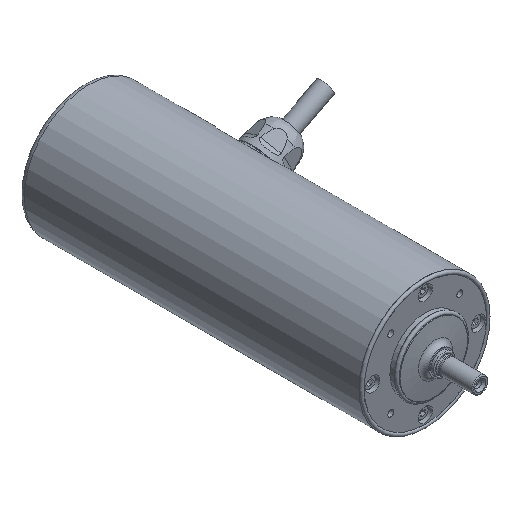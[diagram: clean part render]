
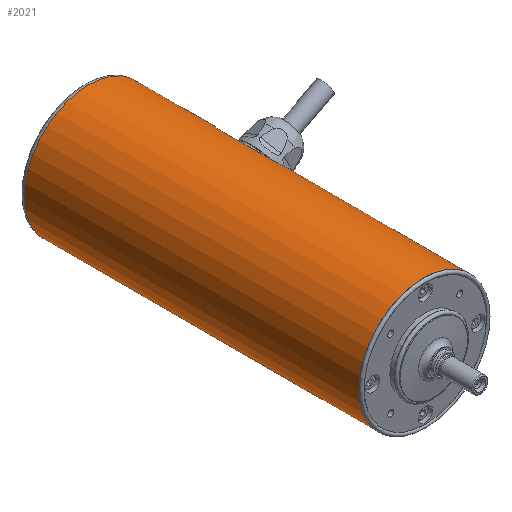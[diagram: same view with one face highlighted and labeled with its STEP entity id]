
A CAD part, isometric view. The second image highlights one B-rep face of the part: STEP entity #2021.
In plain terms, the highlighted cylindrical face has radius 36.5 mm (diameter 73 mm), a full revolution.
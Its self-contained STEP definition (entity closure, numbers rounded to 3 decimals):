
#1177=ELLIPSE('',#7978,106.719,36.5);
#1178=ELLIPSE('',#7981,106.719,36.5);
#1179=ELLIPSE('',#7983,106.719,36.5);
#1180=ELLIPSE('',#7986,106.719,36.5);
#1260=LINE('',#10956,#1431);
#1261=LINE('',#10958,#1432);
#1264=LINE('',#10969,#1435);
#1265=LINE('',#10971,#1436);
#1431=VECTOR('',#8995,1.);
#1432=VECTOR('',#8996,1.);
#1435=VECTOR('',#9009,1.);
#1436=VECTOR('',#9010,1.);
#2021=ADVANCED_FACE('',(#2704,#2705,#2706,#2707),#2486,.T.);
#2486=CYLINDRICAL_SURFACE('',#7997,36.5);
#2704=FACE_BOUND('',#3517,.T.);
#2705=FACE_BOUND('',#3518,.T.);
#2706=FACE_BOUND('',#3519,.T.);
#2707=FACE_BOUND('',#3520,.T.);
#3517=EDGE_LOOP('',(#4558,#4559,#4560,#4561));
#3518=EDGE_LOOP('',(#4562,#4563,#4564,#4565));
#3519=EDGE_LOOP('',(#4566));
#3520=EDGE_LOOP('',(#4567));
#4558=ORIENTED_EDGE('',*,*,#6793,.F.);
#4559=ORIENTED_EDGE('',*,*,#6791,.F.);
#4560=ORIENTED_EDGE('',*,*,#6789,.F.);
#4561=ORIENTED_EDGE('',*,*,#6790,.F.);
#4562=ORIENTED_EDGE('',*,*,#6787,.F.);
#4563=ORIENTED_EDGE('',*,*,#6785,.F.);
#4564=ORIENTED_EDGE('',*,*,#6783,.F.);
#4565=ORIENTED_EDGE('',*,*,#6784,.F.);
#4566=ORIENTED_EDGE('',*,*,#6781,.T.);
#4567=ORIENTED_EDGE('',*,*,#6798,.T.);
#6087=VERTEX_POINT('',#10949);
#6088=VERTEX_POINT('',#10952);
#6089=VERTEX_POINT('',#10953);
#6090=VERTEX_POINT('',#10957);
#6091=VERTEX_POINT('',#10959);
#6092=VERTEX_POINT('',#10965);
#6093=VERTEX_POINT('',#10966);
#6094=VERTEX_POINT('',#10970);
#6095=VERTEX_POINT('',#10972);
#6100=VERTEX_POINT('',#10990);
#6781=EDGE_CURVE('',#6087,#6087,#7539,.T.);
#6783=EDGE_CURVE('',#6088,#6089,#1177,.T.);
#6784=EDGE_CURVE('',#6090,#6088,#1260,.T.);
#6785=EDGE_CURVE('',#6089,#6091,#1261,.T.);
#6787=EDGE_CURVE('',#6091,#6090,#1178,.T.);
#6789=EDGE_CURVE('',#6092,#6093,#1179,.T.);
#6790=EDGE_CURVE('',#6094,#6092,#1264,.T.);
#6791=EDGE_CURVE('',#6093,#6095,#1265,.T.);
#6793=EDGE_CURVE('',#6095,#6094,#1180,.T.);
#6798=EDGE_CURVE('',#6100,#6100,#7544,.T.);
#7539=CIRCLE('',#7976,36.5);
#7544=CIRCLE('',#7996,36.5);
#7976=AXIS2_PLACEMENT_3D('',#10948,#8986,#8987);
#7978=AXIS2_PLACEMENT_3D('',#10954,#8991,#8992);
#7981=AXIS2_PLACEMENT_3D('',#10962,#9000,#9001);
#7983=AXIS2_PLACEMENT_3D('',#10967,#9005,#9006);
#7986=AXIS2_PLACEMENT_3D('',#10975,#9014,#9015);
#7996=AXIS2_PLACEMENT_3D('',#10989,#9034,#9035);
#7997=AXIS2_PLACEMENT_3D('',#10991,#9036,#9037);
#8986=DIRECTION('',(0.,-1.,0.));
#8987=DIRECTION('',(0.,0.,1.));
#8991=DIRECTION('',(0.837,0.342,0.427));
#8992=DIRECTION('',(-0.305,0.94,-0.155));
#8995=DIRECTION('',(0.,-1.,0.));
#8996=DIRECTION('',(0.,1.,0.));
#9000=DIRECTION('',(0.837,-0.342,0.427));
#9001=DIRECTION('',(0.305,0.94,0.155));
#9005=DIRECTION('',(0.837,0.342,-0.427));
#9006=DIRECTION('',(-0.305,0.94,0.155));
#9009=DIRECTION('',(0.,-1.,0.));
#9010=DIRECTION('',(0.,1.,0.));
#9014=DIRECTION('',(0.837,-0.342,-0.427));
#9015=DIRECTION('',(0.305,0.94,-0.155));
#9034=DIRECTION('',(0.,1.,0.));
#9035=DIRECTION('',(0.,0.,1.));
#9036=DIRECTION('',(0.,1.,0.));
#9037=DIRECTION('',(0.,0.,1.));
#10948=CARTESIAN_POINT('',(0.,189.605,0.));
#10949=CARTESIAN_POINT('',(0.,189.605,36.5));
#10952=CARTESIAN_POINT('',(22.323,108.,28.878));
#10953=CARTESIAN_POINT('',(36.484,108.,1.085));
#10954=CARTESIAN_POINT('',(0.,198.667,0.));
#10956=CARTESIAN_POINT('',(22.323,0.,28.878));
#10957=CARTESIAN_POINT('',(22.323,140.,28.878));
#10958=CARTESIAN_POINT('',(36.484,0.,1.085));
#10959=CARTESIAN_POINT('',(36.484,140.,1.085));
#10962=CARTESIAN_POINT('',(0.,49.333,0.));
#10965=CARTESIAN_POINT('',(36.484,108.,-1.085));
#10966=CARTESIAN_POINT('',(22.323,108.,-28.878));
#10967=CARTESIAN_POINT('',(0.,198.667,0.));
#10969=CARTESIAN_POINT('',(36.484,0.,-1.085));
#10970=CARTESIAN_POINT('',(36.484,140.,-1.085));
#10971=CARTESIAN_POINT('',(22.323,0.,-28.878));
#10972=CARTESIAN_POINT('',(22.323,140.,-28.878));
#10975=CARTESIAN_POINT('',(0.,49.333,0.));
#10989=CARTESIAN_POINT('',(0.,0.914,0.));
#10990=CARTESIAN_POINT('',(0.,0.914,36.5));
#10991=CARTESIAN_POINT('',(0.,0.,0.));
